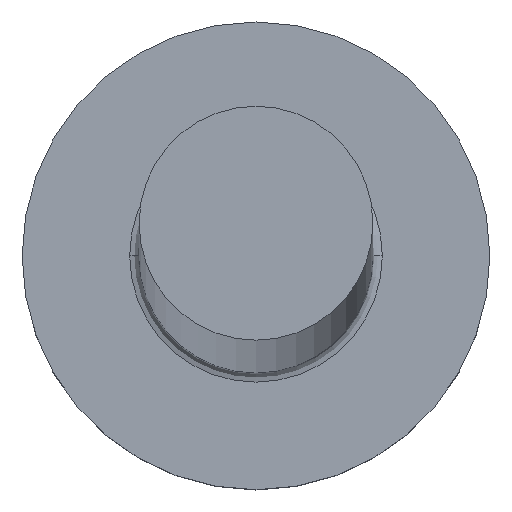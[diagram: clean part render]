
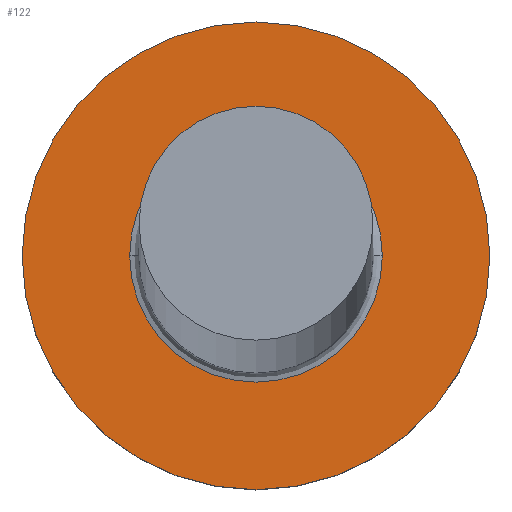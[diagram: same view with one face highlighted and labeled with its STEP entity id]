
A CAD part, top view. The second image highlights one B-rep face of the part: STEP entity #122.
In plain terms, the highlighted planar face has unit normal (0, 0, 1).
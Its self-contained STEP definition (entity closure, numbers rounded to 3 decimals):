
#1 = AXIS2_PLACEMENT_3D ( 'NONE', #8, #157, #36 ) ;
#3 = ORIENTED_EDGE ( 'NONE', *, *, #160, .T. ) ;
#5 = AXIS2_PLACEMENT_3D ( 'NONE', #230, #16, #115 ) ;
#8 = CARTESIAN_POINT ( 'NONE',  ( 0., 0., 3. ) ) ;
#9 = CIRCLE ( 'NONE', #5, 2.7 ) ;
#16 = DIRECTION ( 'NONE',  ( 0., 0., -1. ) ) ;
#36 = DIRECTION ( 'NONE',  ( 1., 0., 0. ) ) ;
#53 = AXIS2_PLACEMENT_3D ( 'NONE', #64, #112, #130 ) ;
#64 = CARTESIAN_POINT ( 'NONE',  ( 0., 0., 3. ) ) ;
#74 = CIRCLE ( 'NONE', #1, 2.7 ) ;
#80 = EDGE_LOOP ( 'NONE', ( #98, #242 ) ) ;
#81 = EDGE_LOOP ( 'NONE', ( #3, #174 ) ) ;
#83 = DIRECTION ( 'NONE',  ( 0., 0., 1. ) ) ;
#85 = EDGE_CURVE ( 'NONE', #263, #282, #74, .T. ) ;
#89 = CARTESIAN_POINT ( 'NONE',  ( -5., 0., 3. ) ) ;
#92 = CARTESIAN_POINT ( 'NONE',  ( 2.7, 0., 3. ) ) ;
#98 = ORIENTED_EDGE ( 'NONE', *, *, #85, .T. ) ;
#112 = DIRECTION ( 'NONE',  ( 0., 0., 1. ) ) ;
#115 = DIRECTION ( 'NONE',  ( 1., 0., 0. ) ) ;
#122 = ADVANCED_FACE ( 'NONE', ( #134, #273 ), #224, .T. ) ;
#129 = VERTEX_POINT ( 'NONE', #89 ) ;
#130 = DIRECTION ( 'NONE',  ( 1., 0., 0. ) ) ;
#134 = FACE_BOUND ( 'NONE', #80, .T. ) ;
#135 = DIRECTION ( 'NONE',  ( 0., 0., 1. ) ) ;
#145 = EDGE_CURVE ( 'NONE', #152, #129, #237, .T. ) ;
#152 = VERTEX_POINT ( 'NONE', #203 ) ;
#157 = DIRECTION ( 'NONE',  ( 0., 0., -1. ) ) ;
#160 = EDGE_CURVE ( 'NONE', #129, #152, #169, .T. ) ;
#169 = CIRCLE ( 'NONE', #53, 5. ) ;
#174 = ORIENTED_EDGE ( 'NONE', *, *, #145, .T. ) ;
#186 = CARTESIAN_POINT ( 'NONE',  ( -2.7, 0., 3. ) ) ;
#202 = DIRECTION ( 'NONE',  ( 1., 0., 0. ) ) ;
#203 = CARTESIAN_POINT ( 'NONE',  ( 5., 0., 3. ) ) ;
#223 = AXIS2_PLACEMENT_3D ( 'NONE', #243, #83, #226 ) ;
#224 = PLANE ( 'NONE',  #241 ) ;
#226 = DIRECTION ( 'NONE',  ( 1., 0., 0. ) ) ;
#230 = CARTESIAN_POINT ( 'NONE',  ( 0., 0., 3. ) ) ;
#237 = CIRCLE ( 'NONE', #223, 5. ) ;
#241 = AXIS2_PLACEMENT_3D ( 'NONE', #275, #135, #202 ) ;
#242 = ORIENTED_EDGE ( 'NONE', *, *, #260, .T. ) ;
#243 = CARTESIAN_POINT ( 'NONE',  ( 0., 0., 3. ) ) ;
#260 = EDGE_CURVE ( 'NONE', #282, #263, #9, .T. ) ;
#263 = VERTEX_POINT ( 'NONE', #92 ) ;
#273 = FACE_OUTER_BOUND ( 'NONE', #81, .T. ) ;
#275 = CARTESIAN_POINT ( 'NONE',  ( 0., 0., 3. ) ) ;
#282 = VERTEX_POINT ( 'NONE', #186 ) ;
